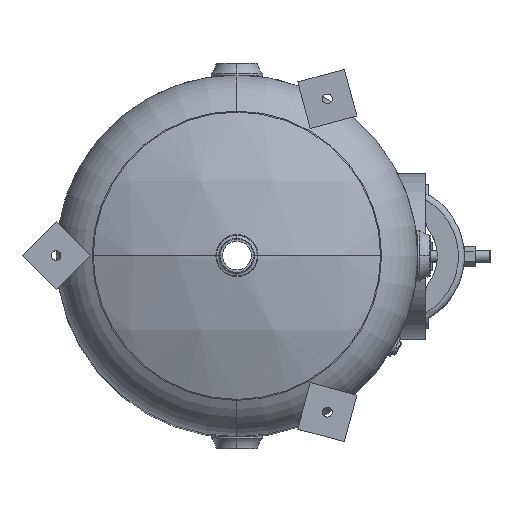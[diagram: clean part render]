
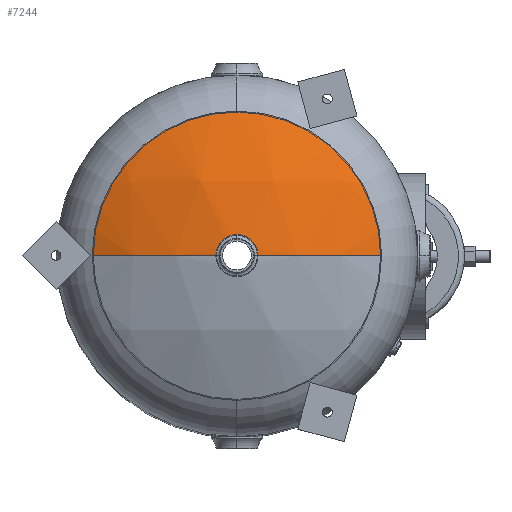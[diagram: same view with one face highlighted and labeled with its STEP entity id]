
A CAD part, top view. The second image highlights one B-rep face of the part: STEP entity #7244.
In plain terms, the highlighted spherical face has radius 685.8 mm.
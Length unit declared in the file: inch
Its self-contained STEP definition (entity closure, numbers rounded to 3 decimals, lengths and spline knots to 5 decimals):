
#3338 = VERTEX_POINT ( 'NONE', #5065 ) ;
#3346 = EDGE_LOOP ( 'NONE', ( #3849, #3855, #3847, #3845, #3535 ) ) ;
#3417 = VERTEX_POINT ( 'NONE', #5123 ) ;
#3497 = VERTEX_POINT ( 'NONE', #5183 ) ;
#3535 = ORIENTED_EDGE ( 'NONE', *, *, #6385, .F. ) ;
#3616 = VERTEX_POINT ( 'NONE', #5276 ) ;
#3763 = VERTEX_POINT ( 'NONE', #13864 ) ;
#3845 = ORIENTED_EDGE ( 'NONE', *, *, #7906, .F. ) ;
#3847 = ORIENTED_EDGE ( 'NONE', *, *, #6395, .T. ) ;
#3849 = ORIENTED_EDGE ( 'NONE', *, *, #6397, .F. ) ;
#3855 = ORIENTED_EDGE ( 'NONE', *, *, #6383, .F. ) ;
#5065 = CARTESIAN_POINT ( 'NONE',  ( -1.44, 0., 38.96157 ) ) ;
#5123 = CARTESIAN_POINT ( 'NONE',  ( 12., 0., 36.18677 ) ) ;
#5183 = CARTESIAN_POINT ( 'NONE',  ( 0., 12., 36.18677 ) ) ;
#5276 = CARTESIAN_POINT ( 'NONE',  ( -12., 0., 36.18677 ) ) ;
#6383 = EDGE_CURVE ( 'NONE', #3763, #3338, #16522, .T. ) ;
#6385 = EDGE_CURVE ( 'NONE', #3616, #3497, #16580, .T. ) ;
#6395 = EDGE_CURVE ( 'NONE', #3763, #3417, #16654, .T. ) ;
#6397 = EDGE_CURVE ( 'NONE', #3338, #3616, #16395, .T. ) ;
#6647 = AXIS2_PLACEMENT_3D ( 'NONE', #10013, #10014, #10015 ) ;
#6677 = CIRCLE ( 'NONE', #6647, 12. ) ;
#7244 = ADVANCED_FACE ( 'NONE', ( #11679 ), #11681, .T. ) ;
#7906 = EDGE_CURVE ( 'NONE', #3497, #3417, #6677, .T. ) ;
#10013 = CARTESIAN_POINT ( 'NONE',  ( 0., 0., 36.18677 ) ) ;
#10014 = DIRECTION ( 'NONE',  ( 0., 0., -1. ) ) ;
#10015 = DIRECTION ( 'NONE',  ( 0., 1., 0. ) ) ;
#11674 = CARTESIAN_POINT ( 'NONE',  ( 0., 0., 12. ) ) ;
#11679 = FACE_OUTER_BOUND ( 'NONE', #3346, .T. ) ;
#11681 = SPHERICAL_SURFACE ( 'NONE', #14689, 27. ) ;
#11685 = DIRECTION ( 'NONE',  ( 0., -1., 0. ) ) ;
#11689 = DIRECTION ( 'NONE',  ( 1., 0., 0. ) ) ;
#13783 = DIRECTION ( 'NONE',  ( 0., -1., 0. ) ) ;
#13784 = CARTESIAN_POINT ( 'NONE',  ( 0., 0., 12. ) ) ;
#13864 = CARTESIAN_POINT ( 'NONE',  ( 1.44, 0., 38.96157 ) ) ;
#13879 = CARTESIAN_POINT ( 'NONE',  ( 0., 0., 36.18677 ) ) ;
#13886 = DIRECTION ( 'NONE',  ( 0., 0., 1. ) ) ;
#13910 = DIRECTION ( 'NONE',  ( 0., 1., 0. ) ) ;
#13913 = DIRECTION ( 'NONE',  ( 1., 0., 0. ) ) ;
#13915 = CARTESIAN_POINT ( 'NONE',  ( 0., 0., 12. ) ) ;
#13924 = DIRECTION ( 'NONE',  ( -1., 0., 0. ) ) ;
#13925 = DIRECTION ( 'NONE',  ( 0., 0., 1. ) ) ;
#13926 = DIRECTION ( 'NONE',  ( 0., 0., -1. ) ) ;
#13927 = DIRECTION ( 'NONE',  ( 0., 1., 0. ) ) ;
#13929 = CARTESIAN_POINT ( 'NONE',  ( 0., 0., 38.96157 ) ) ;
#14689 = AXIS2_PLACEMENT_3D ( 'NONE', #11674, #11685, #11689 ) ;
#16395 = CIRCLE ( 'NONE', #16609, 27. ) ;
#16443 = AXIS2_PLACEMENT_3D ( 'NONE', #13929, #13925, #13924 ) ;
#16455 = AXIS2_PLACEMENT_3D ( 'NONE', #13879, #13926, #13927 ) ;
#16522 = CIRCLE ( 'NONE', #16443, 1.44 ) ;
#16577 = AXIS2_PLACEMENT_3D ( 'NONE', #13915, #13910, #13886 ) ;
#16580 = CIRCLE ( 'NONE', #16455, 12. ) ;
#16609 = AXIS2_PLACEMENT_3D ( 'NONE', #13784, #13783, #13913 ) ;
#16654 = CIRCLE ( 'NONE', #16577, 27. ) ;
